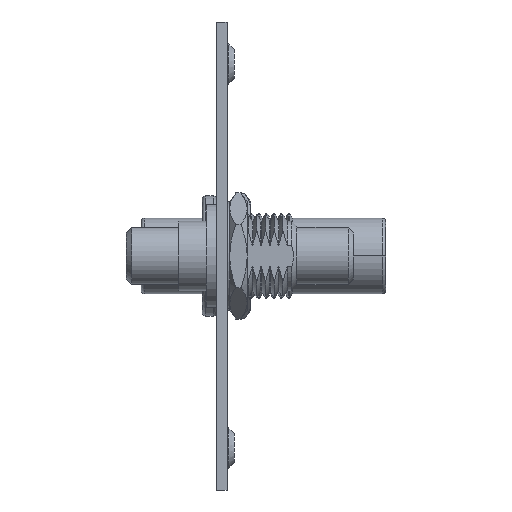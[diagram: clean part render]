
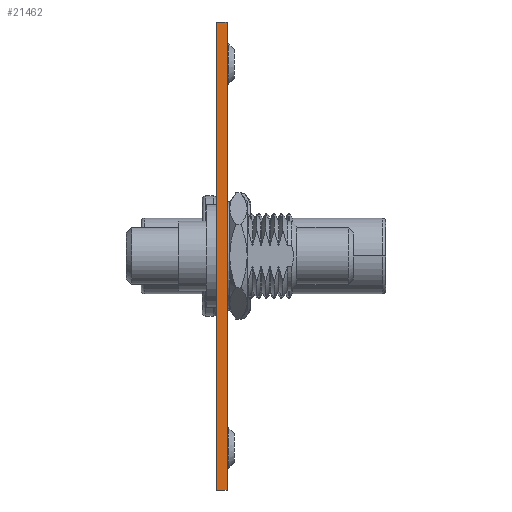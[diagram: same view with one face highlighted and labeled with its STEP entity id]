
A CAD part, left-side view. The second image highlights one B-rep face of the part: STEP entity #21462.
In plain terms, the highlighted face is planar.
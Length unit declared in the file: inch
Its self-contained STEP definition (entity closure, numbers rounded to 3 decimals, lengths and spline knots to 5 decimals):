
#12338 = CARTESIAN_POINT ( 'NONE',  ( -1.34, 0.06, -1.615 ) ) ;
#12339 = DIRECTION ( 'NONE',  ( 1., 0., 0. ) ) ;
#12340 = VECTOR ( 'NONE', #12339, 39.37008 ) ;
#12341 = CARTESIAN_POINT ( 'NONE',  ( -1.34, 0.06, -1.615 ) ) ;
#12342 = LINE ( 'NONE', #12341, #12340 ) ;
#12343 = CARTESIAN_POINT ( 'NONE',  ( 1.34, 0.06, -1.615 ) ) ;
#20850 = VERTEX_POINT ( 'NONE', #29283 ) ;
#21302 = EDGE_CURVE ( 'NONE', #20850, #25343, #30131, .T. ) ;
#21457 = EDGE_CURVE ( 'NONE', #25346, #21481, #30495, .T. ) ;
#21462 = ADVANCED_FACE ( 'NONE', ( #30483 ), #30525, .T. ) ;
#21463 = EDGE_LOOP ( 'NONE', ( #21502, #21504, #21506, #21508 ) ) ;
#21481 = VERTEX_POINT ( 'NONE', #30532 ) ;
#21502 = ORIENTED_EDGE ( 'NONE', *, *, #25345, .T. ) ;
#21504 = ORIENTED_EDGE ( 'NONE', *, *, #21302, .F. ) ;
#21506 = ORIENTED_EDGE ( 'NONE', *, *, #21546, .F. ) ;
#21508 = ORIENTED_EDGE ( 'NONE', *, *, #21457, .F. ) ;
#21546 = EDGE_CURVE ( 'NONE', #21481, #20850, #30593, .T. ) ;
#25343 = VERTEX_POINT ( 'NONE', #12343 ) ;
#25345 = EDGE_CURVE ( 'NONE', #25346, #25343, #12342, .T. ) ;
#25346 = VERTEX_POINT ( 'NONE', #12338 ) ;
#29283 = CARTESIAN_POINT ( 'NONE',  ( 1.34, 0., -1.615 ) ) ;
#30128 = DIRECTION ( 'NONE',  ( 0., 1., 0. ) ) ;
#30129 = VECTOR ( 'NONE', #30128, 39.37008 ) ;
#30130 = CARTESIAN_POINT ( 'NONE',  ( 1.34, 0., -1.615 ) ) ;
#30131 = LINE ( 'NONE', #30130, #30129 ) ;
#30483 = FACE_OUTER_BOUND ( 'NONE', #21463, .T. ) ;
#30492 = DIRECTION ( 'NONE',  ( 0., -1., 0. ) ) ;
#30493 = VECTOR ( 'NONE', #30492, 39.37008 ) ;
#30494 = CARTESIAN_POINT ( 'NONE',  ( -1.34, 0.06, -1.615 ) ) ;
#30495 = LINE ( 'NONE', #30494, #30493 ) ;
#30520 = DIRECTION ( 'NONE',  ( -1., 0., 0. ) ) ;
#30521 = DIRECTION ( 'NONE',  ( 0., 0., -1. ) ) ;
#30522 = CARTESIAN_POINT ( 'NONE',  ( -1.34, 0.06, -1.615 ) ) ;
#30523 = AXIS2_PLACEMENT_3D ( 'NONE', #30522, #30521, #30520 ) ;
#30525 = PLANE ( 'NONE',  #30523 ) ;
#30532 = CARTESIAN_POINT ( 'NONE',  ( -1.34, 0., -1.615 ) ) ;
#30593 = LINE ( 'NONE', #30653, #30652 ) ;
#30651 = DIRECTION ( 'NONE',  ( 1., 0., 0. ) ) ;
#30652 = VECTOR ( 'NONE', #30651, 39.37008 ) ;
#30653 = CARTESIAN_POINT ( 'NONE',  ( -1.34, 0., -1.615 ) ) ;
